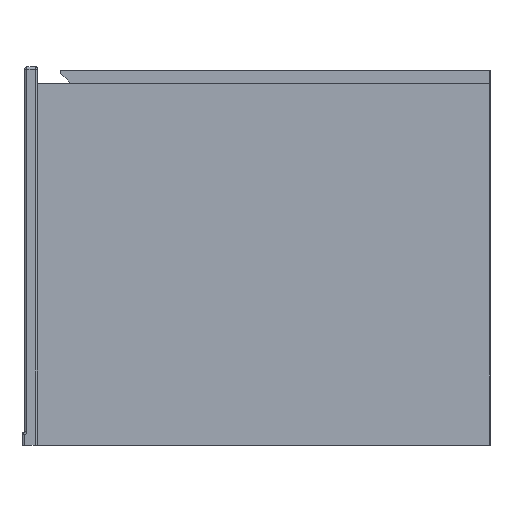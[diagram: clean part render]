
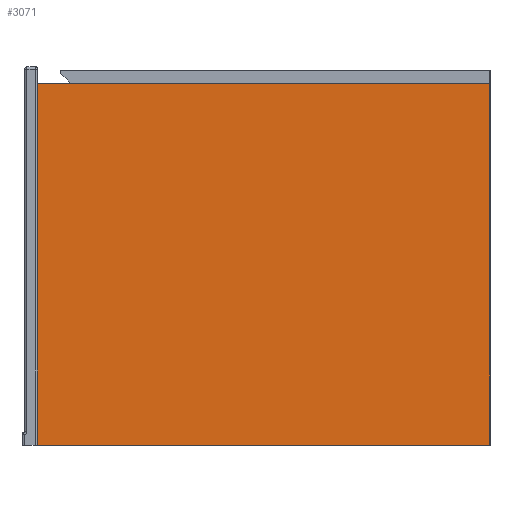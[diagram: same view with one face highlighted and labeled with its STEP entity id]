
A CAD part, left-side view. The second image highlights one B-rep face of the part: STEP entity #3071.
In plain terms, the highlighted planar face has unit normal (-1, 0, 0).
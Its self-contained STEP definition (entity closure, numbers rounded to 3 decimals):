
#150 = CARTESIAN_POINT ( 'NONE',  ( -444., -275., 0. ) ) ;
#434 = DIRECTION ( 'NONE',  ( 0., 1., 0. ) ) ;
#561 = ORIENTED_EDGE ( 'NONE', *, *, #1499, .T. ) ;
#573 = AXIS2_PLACEMENT_3D ( 'NONE', #925, #3496, #1288 ) ;
#582 = PLANE ( 'NONE',  #573 ) ;
#925 = CARTESIAN_POINT ( 'NONE',  ( -444., 275., 440. ) ) ;
#1122 = ORIENTED_EDGE ( 'NONE', *, *, #1921, .F. ) ;
#1216 = LINE ( 'NONE', #1470, #2294 ) ;
#1288 = DIRECTION ( 'NONE',  ( 0., -1., 0. ) ) ;
#1427 = LINE ( 'NONE', #4468, #3671 ) ;
#1470 = CARTESIAN_POINT ( 'NONE',  ( -444., 275., 0. ) ) ;
#1489 = DIRECTION ( 'NONE',  ( 0., 1., 0. ) ) ;
#1499 = EDGE_CURVE ( 'NONE', #2007, #4489, #3149, .T. ) ;
#1757 = CARTESIAN_POINT ( 'NONE',  ( -444., -275., 440. ) ) ;
#1921 = EDGE_CURVE ( 'NONE', #3225, #3580, #1427, .T. ) ;
#2007 = VERTEX_POINT ( 'NONE', #2700 ) ;
#2058 = CARTESIAN_POINT ( 'NONE',  ( -444., 275., 440. ) ) ;
#2294 = VECTOR ( 'NONE', #1489, 1000. ) ;
#2521 = LINE ( 'NONE', #2682, #3858 ) ;
#2583 = CARTESIAN_POINT ( 'NONE',  ( -444., 275., 0. ) ) ;
#2682 = CARTESIAN_POINT ( 'NONE',  ( -444., 275., 440. ) ) ;
#2700 = CARTESIAN_POINT ( 'NONE',  ( -444., 275., 440. ) ) ;
#2722 = EDGE_CURVE ( 'NONE', #3580, #4489, #1216, .T. ) ;
#2749 = DIRECTION ( 'NONE',  ( 0., 0., -1. ) ) ;
#3002 = ORIENTED_EDGE ( 'NONE', *, *, #3450, .T. ) ;
#3052 = FACE_OUTER_BOUND ( 'NONE', #4514, .T. ) ;
#3071 = ADVANCED_FACE ( 'NONE', ( #3052 ), #582, .T. ) ;
#3149 = LINE ( 'NONE', #2058, #4012 ) ;
#3225 = VERTEX_POINT ( 'NONE', #1757 ) ;
#3450 = EDGE_CURVE ( 'NONE', #3225, #2007, #2521, .T. ) ;
#3496 = DIRECTION ( 'NONE',  ( -1., 0., 0. ) ) ;
#3580 = VERTEX_POINT ( 'NONE', #150 ) ;
#3671 = VECTOR ( 'NONE', #4066, 1000. ) ;
#3686 = ORIENTED_EDGE ( 'NONE', *, *, #2722, .F. ) ;
#3858 = VECTOR ( 'NONE', #434, 1000. ) ;
#4012 = VECTOR ( 'NONE', #2749, 1000. ) ;
#4066 = DIRECTION ( 'NONE',  ( 0., 0., -1. ) ) ;
#4468 = CARTESIAN_POINT ( 'NONE',  ( -444., -275., 440. ) ) ;
#4489 = VERTEX_POINT ( 'NONE', #2583 ) ;
#4514 = EDGE_LOOP ( 'NONE', ( #3686, #1122, #3002, #561 ) ) ;
